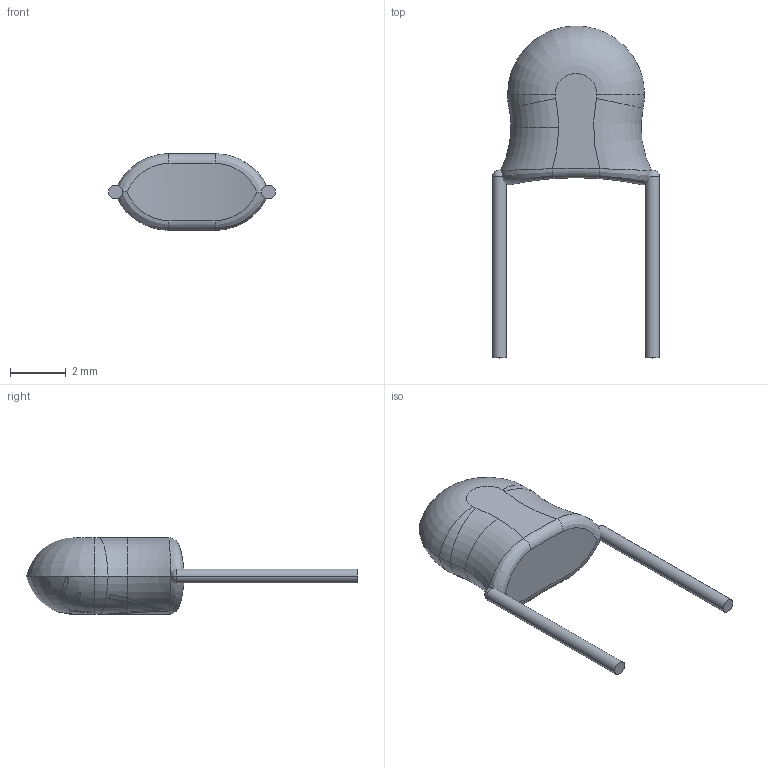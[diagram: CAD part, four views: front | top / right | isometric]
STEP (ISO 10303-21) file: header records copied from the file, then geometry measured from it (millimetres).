
FILE_DESCRIPTION (( 'STEP AP214' ), '1' );
FILE_NAME ('Hitano 3.3nF 2kV Y5P Z (D 8.5mm).STEP', '2024-09-03T11:30:33', ( '' ), ( '' ), 'SwSTEP 2.0', 'SolidWorks 2021', '' );
FILE_SCHEMA (( 'AUTOMOTIVE_DESIGN' ));
Length unit declared in the file: millimetre
Products named in the file (1): Hitano 3.3nF 2kV Y5P Z (D 8.5mm)
Bounding box: 6 x 11.93 x 2.75 mm (x, y, z)
Volume: 54.8 mm3; surface area: 99.7 mm2
Topology: 3 solids, 3 shells, 265 faces, 735 edges, 479 vertices
Faces by surface type: bspline 213, torus 34, plane 11, cylinder 5, cone 2
Entity records: 16795 total; most frequent: CARTESIAN_POINT 9220, ORIENTED_EDGE 1470, EDGE_CURVE 735, B_SPLINE_CURVE_WITH_KNOTS 623, VERTEX_POINT 479, DIRECTION 291, EDGE_LOOP 268, FACE_OUTER_BOUND 265
